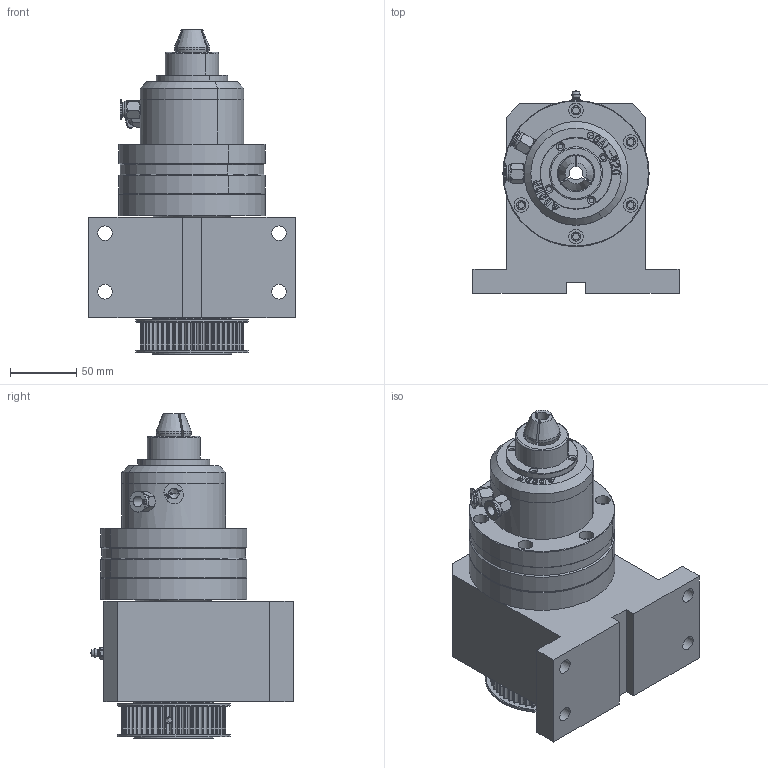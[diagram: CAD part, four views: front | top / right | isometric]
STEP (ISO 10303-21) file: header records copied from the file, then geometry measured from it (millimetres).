
FILE_DESCRIPTION (( 'STEP AP214' ), '1' );
FILE_NAME ('DR-25+GAL-W20.STEP', '2024-07-04T02:41:57', ( '' ), ( '' ), 'SwSTEP 2.0', 'SolidWorks 2023', '' );
FILE_SCHEMA (( 'AUTOMOTIVE_DESIGN' ));
Length unit declared in the file: millimetre
Products named in the file (6): DR-25+GAL-W20; DR-25 5M-50Y-=N40; GAL-W20; DR-25; DR-25 法兰（GAL-W20）_示意; W20
Assembly tree (5 placements, depth 2):
  DR-25+GAL-W20
    DR-25
    DR-25 5M-50Y-=N40
    DR-25 法兰（GAL-W20）_示意
    GAL-W20
    W20
Bounding box: 155 x 152.5 x 244 mm (x, y, z)
Volume: 1951394.8 mm3; surface area: 260193.2 mm2
Topology: 11 solids, 11 shells, 1238 faces, 3227 edges, 2101 vertices
Faces by surface type: plane 530, cylinder 471, bspline 133, cone 59, torus 44, sphere 1
Full cylindrical faces by diameter (mm): 4.2 x3, 5 x11, 5.5 x1, 11 x4, 14 x1, 26 x1, 40 x2, 42 x2, 60 x2, 74 x2, 75 x1, 85 x3, 110 x1
Entity records: 69802 total; most frequent: CARTESIAN_POINT 31540, ORIENTED_EDGE 6286, DIRECTION 5836, EDGE_CURVE 3143, AXIS2_PLACEMENT_3D 2083, VERTEX_POINT 2080, LINE 1670, VECTOR 1670
